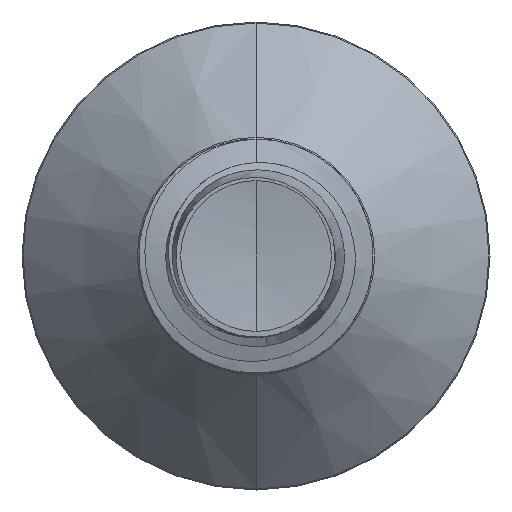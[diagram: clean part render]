
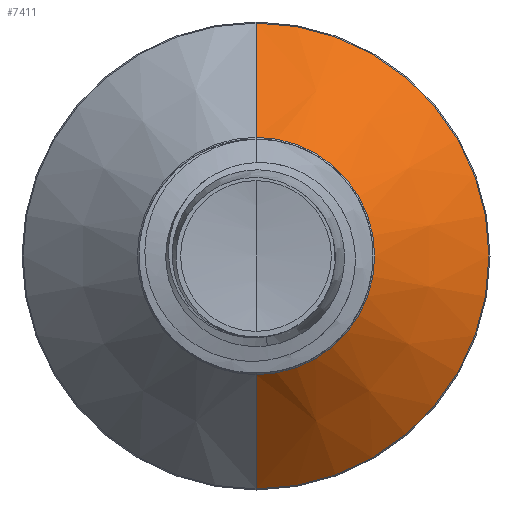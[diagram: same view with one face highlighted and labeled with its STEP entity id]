
A CAD part, front view. The second image highlights one B-rep face of the part: STEP entity #7411.
In plain terms, the highlighted conical face has half-angle 45 degrees and reference radius 1.522 mm.
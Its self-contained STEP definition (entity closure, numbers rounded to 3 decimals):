
#988 = VERTEX_POINT ( 'NONE', #11508 ) ;
#1295 = EDGE_LOOP ( 'NONE', ( #7664, #7798, #7894, #5300 ) ) ;
#1920 = VERTEX_POINT ( 'NONE', #8388 ) ;
#4588 = VERTEX_POINT ( 'NONE', #20788 ) ;
#5300 = ORIENTED_EDGE ( 'NONE', *, *, #15576, .F. ) ;
#6019 = CIRCLE ( 'NONE', #16890, 2.987 ) ;
#6351 = LINE ( 'NONE', #17811, #14716 ) ;
#6633 = FACE_OUTER_BOUND ( 'NONE', #1295, .T. ) ;
#6903 = CIRCLE ( 'NONE', #20334, 1.522 ) ;
#7411 = ADVANCED_FACE ( 'NONE', ( #6633 ), #17651, .T. ) ;
#7664 = ORIENTED_EDGE ( 'NONE', *, *, #14178, .T. ) ;
#7798 = ORIENTED_EDGE ( 'NONE', *, *, #11219, .T. ) ;
#7894 = ORIENTED_EDGE ( 'NONE', *, *, #12704, .F. ) ;
#7931 = DIRECTION ( 'NONE',  ( 0., 1., 0. ) ) ;
#8345 = DIRECTION ( 'NONE',  ( 0., 0.707, 0.707 ) ) ;
#8388 = CARTESIAN_POINT ( 'NONE',  ( 0., 8.972, -1.522 ) ) ;
#9154 = DIRECTION ( 'NONE',  ( 0., 0.707, -0.707 ) ) ;
#9441 = CARTESIAN_POINT ( 'NONE',  ( 0., 10.437, 0. ) ) ;
#11064 = DIRECTION ( 'NONE',  ( 0., 0., 1. ) ) ;
#11219 = EDGE_CURVE ( 'NONE', #1920, #18615, #6351, .T. ) ;
#11314 = DIRECTION ( 'NONE',  ( 0., 1., 0. ) ) ;
#11361 = DIRECTION ( 'NONE',  ( 0., 0., 1. ) ) ;
#11462 = CARTESIAN_POINT ( 'NONE',  ( 0., 8.972, 0. ) ) ;
#11468 = LINE ( 'NONE', #11500, #18401 ) ;
#11500 = CARTESIAN_POINT ( 'NONE',  ( 0., 8.972, 1.522 ) ) ;
#11508 = CARTESIAN_POINT ( 'NONE',  ( 0., 10.437, 2.987 ) ) ;
#12606 = CARTESIAN_POINT ( 'NONE',  ( 0., 10.437, -2.987 ) ) ;
#12704 = EDGE_CURVE ( 'NONE', #988, #18615, #6019, .T. ) ;
#14178 = EDGE_CURVE ( 'NONE', #4588, #1920, #6903, .T. ) ;
#14716 = VECTOR ( 'NONE', #9154, 1000. ) ;
#15576 = EDGE_CURVE ( 'NONE', #4588, #988, #11468, .T. ) ;
#16823 = CARTESIAN_POINT ( 'NONE',  ( 0., 8.972, 0. ) ) ;
#16890 = AXIS2_PLACEMENT_3D ( 'NONE', #9441, #19389, #11064 ) ;
#17651 = CONICAL_SURFACE ( 'NONE', #20632, 1.522, 0.785 ) ;
#17811 = CARTESIAN_POINT ( 'NONE',  ( 0., 8.972, -1.522 ) ) ;
#18087 = DIRECTION ( 'NONE',  ( 0., 0., 1. ) ) ;
#18401 = VECTOR ( 'NONE', #8345, 1000. ) ;
#18615 = VERTEX_POINT ( 'NONE', #12606 ) ;
#19389 = DIRECTION ( 'NONE',  ( 0., 1., 0. ) ) ;
#20334 = AXIS2_PLACEMENT_3D ( 'NONE', #16823, #7931, #18087 ) ;
#20632 = AXIS2_PLACEMENT_3D ( 'NONE', #11462, #11314, #11361 ) ;
#20788 = CARTESIAN_POINT ( 'NONE',  ( 0., 8.972, 1.522 ) ) ;
